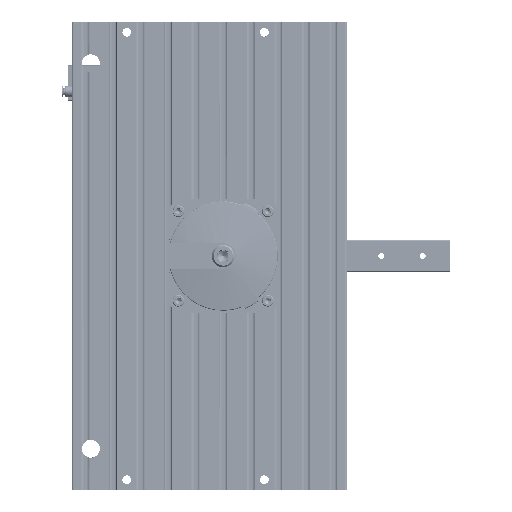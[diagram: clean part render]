
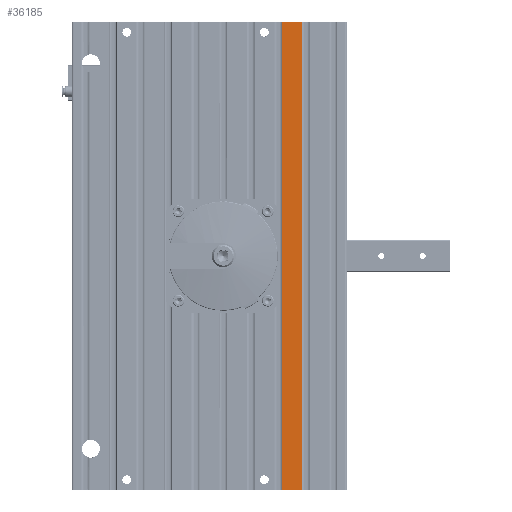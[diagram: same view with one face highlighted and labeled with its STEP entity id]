
A CAD part, left-side view. The second image highlights one B-rep face of the part: STEP entity #36185.
In plain terms, the highlighted planar face has unit normal (-1, 0, 0).
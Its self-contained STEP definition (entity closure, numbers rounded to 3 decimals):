
#1102=PLANE('',#39835);
#2586=LINE('',#57297,#5384);
#2587=LINE('',#57301,#5385);
#2588=LINE('',#57303,#5386);
#2589=LINE('',#57305,#5387);
#5384=VECTOR('',#45112,1000.);
#5385=VECTOR('',#45117,1000.);
#5386=VECTOR('',#45118,1000.);
#5387=VECTOR('',#45119,1000.);
#10643=ORIENTED_EDGE('',*,*,#20653,.T.);
#10644=ORIENTED_EDGE('',*,*,#20654,.F.);
#10645=ORIENTED_EDGE('',*,*,#20655,.F.);
#10646=ORIENTED_EDGE('',*,*,#20651,.T.);
#20651=EDGE_CURVE('',#25534,#25533,#2586,.T.);
#20653=EDGE_CURVE('',#25533,#25535,#2587,.T.);
#20654=EDGE_CURVE('',#25536,#25535,#2588,.T.);
#20655=EDGE_CURVE('',#25534,#25536,#2589,.T.);
#25533=VERTEX_POINT('',#57296);
#25534=VERTEX_POINT('',#57298);
#25535=VERTEX_POINT('',#57302);
#25536=VERTEX_POINT('',#57304);
#29199=EDGE_LOOP('',(#10643,#10644,#10645,#10646));
#32286=FACE_BOUND('',#29199,.T.);
#36185=ADVANCED_FACE('',(#32286),#1102,.F.);
#39835=AXIS2_PLACEMENT_3D('',#57300,#45115,#45116);
#45112=DIRECTION('',(0.,0.,-1.));
#45115=DIRECTION('',(1.,0.,0.));
#45116=DIRECTION('',(0.,1.,0.));
#45117=DIRECTION('',(0.,-1.,0.));
#45118=DIRECTION('',(0.,0.,-1.));
#45119=DIRECTION('',(0.,-1.,0.));
#57296=CARTESIAN_POINT('',(0.,-53.,-170.));
#57297=CARTESIAN_POINT('',(0.,-53.,170.));
#57298=CARTESIAN_POINT('',(0.,-53.,170.));
#57300=CARTESIAN_POINT('',(0.,-53.,170.));
#57301=CARTESIAN_POINT('',(0.,-53.,-170.));
#57302=CARTESIAN_POINT('',(0.,-67.,-170.));
#57303=CARTESIAN_POINT('',(0.,-67.,170.));
#57304=CARTESIAN_POINT('',(0.,-67.,170.));
#57305=CARTESIAN_POINT('',(0.,-53.,170.));
